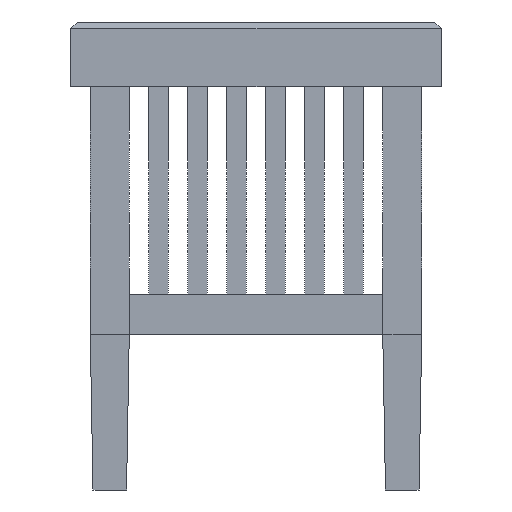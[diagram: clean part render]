
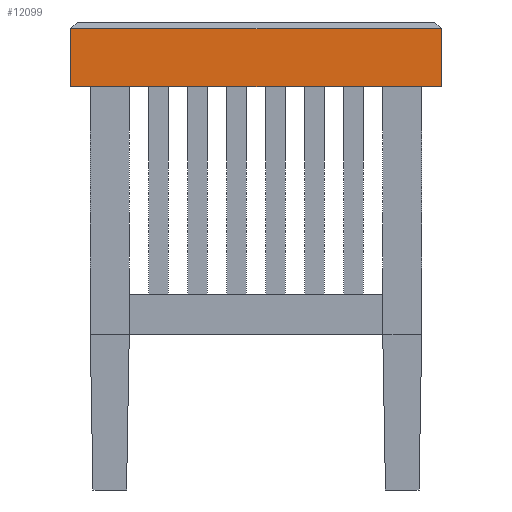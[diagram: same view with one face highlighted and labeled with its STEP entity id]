
A CAD part, left-side view. The second image highlights one B-rep face of the part: STEP entity #12099.
In plain terms, the highlighted planar face has unit normal (-1, 0, 0).
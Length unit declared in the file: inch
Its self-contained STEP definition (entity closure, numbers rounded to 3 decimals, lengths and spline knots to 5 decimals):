
#1825=FACE_OUTER_BOUND('',#2819,.T.);
#2819=EDGE_LOOP('',(#9725,#9726,#9727,#9728));
#3905=LINE('',#20383,#4909);
#3906=LINE('',#20386,#4910);
#3907=LINE('',#20388,#4911);
#3908=LINE('',#20389,#4912);
#4909=VECTOR('',#16585,0.3937);
#4910=VECTOR('',#16588,0.3937);
#4911=VECTOR('',#16589,0.3937);
#4912=VECTOR('',#16590,0.3937);
#5833=VERTEX_POINT('',#20376);
#5836=VERTEX_POINT('',#20381);
#5837=VERTEX_POINT('',#20385);
#5838=VERTEX_POINT('',#20387);
#7167=EDGE_CURVE('',#5836,#5833,#3905,.T.);
#7168=EDGE_CURVE('',#5837,#5836,#3906,.T.);
#7169=EDGE_CURVE('',#5838,#5837,#3907,.T.);
#7170=EDGE_CURVE('',#5833,#5838,#3908,.T.);
#9725=ORIENTED_EDGE('',*,*,#7167,.F.);
#9726=ORIENTED_EDGE('',*,*,#7168,.F.);
#9727=ORIENTED_EDGE('',*,*,#7169,.F.);
#9728=ORIENTED_EDGE('',*,*,#7170,.F.);
#11326=PLANE('',#13530);
#12099=ADVANCED_FACE('',(#1825),#11326,.F.);
#13530=AXIS2_PLACEMENT_3D('',#20384,#16586,#16587);
#16585=DIRECTION('',(0.,-1.,0.));
#16586=DIRECTION('center_axis',(1.,0.,0.));
#16587=DIRECTION('ref_axis',(0.,1.,0.));
#16588=DIRECTION('',(0.,0.,1.));
#16589=DIRECTION('',(0.,1.,0.));
#16590=DIRECTION('',(0.,0.,-1.));
#20376=CARTESIAN_POINT('',(-6.,-12.75,17.75));
#20381=CARTESIAN_POINT('',(-6.,1.5,17.75));
#20383=CARTESIAN_POINT('',(-6.,-2.0625,17.75));
#20384=CARTESIAN_POINT('Origin',(-6.,-5.625,16.75));
#20385=CARTESIAN_POINT('',(-6.,1.5,15.5));
#20386=CARTESIAN_POINT('',(-6.,1.5,15.5));
#20387=CARTESIAN_POINT('',(-6.,-12.75,15.5));
#20388=CARTESIAN_POINT('',(-6.,-12.75,15.5));
#20389=CARTESIAN_POINT('',(-6.,-12.75,18.));
